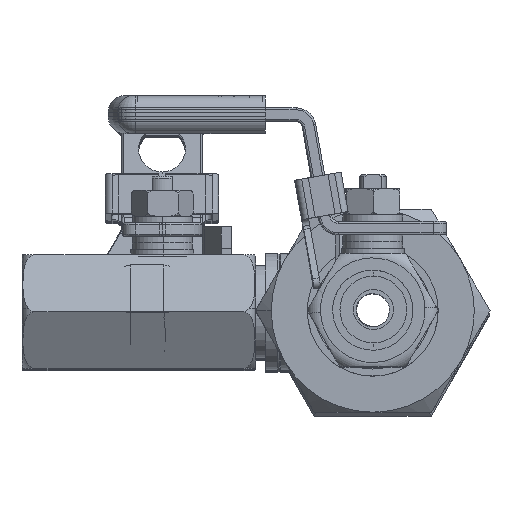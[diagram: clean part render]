
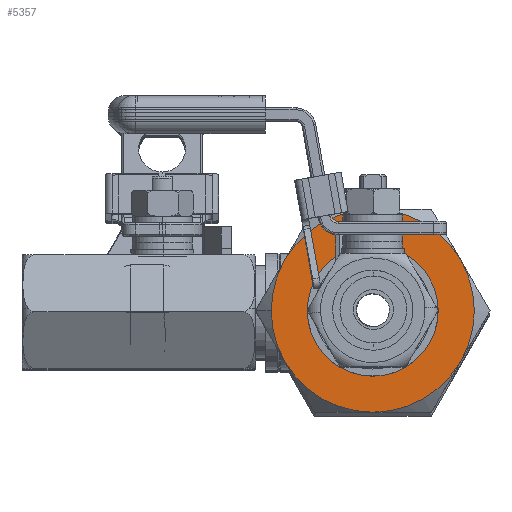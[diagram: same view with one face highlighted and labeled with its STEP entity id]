
A CAD part, top view. The second image highlights one B-rep face of the part: STEP entity #5357.
In plain terms, the highlighted planar face has unit normal (0, 0, 1).
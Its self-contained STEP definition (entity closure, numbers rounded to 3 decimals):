
#1948 = CIRCLE ( 'NONE', #13091, 15.2 ) ;
#2040 = CARTESIAN_POINT ( 'NONE',  ( 13.164, -7.6, 23.5 ) ) ;
#2289 = ORIENTED_EDGE ( 'NONE', *, *, #29204, .T. ) ;
#2300 = EDGE_CURVE ( 'NONE', #25824, #26661, #7789, .T. ) ;
#2335 = CARTESIAN_POINT ( 'NONE',  ( 0., -15.2, 23.5 ) ) ;
#2875 = CARTESIAN_POINT ( 'NONE',  ( -15.2, 0., 23.5 ) ) ;
#3041 = EDGE_CURVE ( 'NONE', #9034, #13512, #44776, .T. ) ;
#3096 = CARTESIAN_POINT ( 'NONE',  ( -9.8, 0., 23.5 ) ) ;
#3437 = CARTESIAN_POINT ( 'NONE',  ( 0., 0., 23.5 ) ) ;
#3674 = ORIENTED_EDGE ( 'NONE', *, *, #18443, .F. ) ;
#4210 = EDGE_CURVE ( 'NONE', #40014, #9034, #1948, .T. ) ;
#5357 = ADVANCED_FACE ( 'NONE', ( #13593, #37741 ), #24257, .T. ) ;
#5929 = DIRECTION ( 'NONE',  ( 1., 0., 0. ) ) ;
#6400 = CARTESIAN_POINT ( 'NONE',  ( 0., 0., 23.5 ) ) ;
#7789 = CIRCLE ( 'NONE', #24831, 15.2 ) ;
#8543 = CARTESIAN_POINT ( 'NONE',  ( 0., 0., 23.5 ) ) ;
#8759 = CIRCLE ( 'NONE', #23564, 15.2 ) ;
#9034 = VERTEX_POINT ( 'NONE', #43507 ) ;
#9035 = DIRECTION ( 'NONE',  ( 1., 0., 0. ) ) ;
#9268 = DIRECTION ( 'NONE',  ( 0., 0., 1. ) ) ;
#9925 = EDGE_CURVE ( 'NONE', #38455, #36529, #14872, .T. ) ;
#10099 = ORIENTED_EDGE ( 'NONE', *, *, #4210, .T. ) ;
#11446 = EDGE_LOOP ( 'NONE', ( #32955, #12316 ) ) ;
#12197 = DIRECTION ( 'NONE',  ( 1., 0., 0. ) ) ;
#12316 = ORIENTED_EDGE ( 'NONE', *, *, #23881, .F. ) ;
#12520 = CARTESIAN_POINT ( 'NONE',  ( 0., 0., 23.5 ) ) ;
#13091 = AXIS2_PLACEMENT_3D ( 'NONE', #12520, #9268, #9035 ) ;
#13425 = EDGE_CURVE ( 'NONE', #22866, #40014, #8759, .T. ) ;
#13512 = VERTEX_POINT ( 'NONE', #35425 ) ;
#13593 = FACE_BOUND ( 'NONE', #11446, .T. ) ;
#14872 = CIRCLE ( 'NONE', #22990, 9.8 ) ;
#15829 = CARTESIAN_POINT ( 'NONE',  ( 9.8, 0., 23.5 ) ) ;
#15905 = ORIENTED_EDGE ( 'NONE', *, *, #3041, .T. ) ;
#15942 = CARTESIAN_POINT ( 'NONE',  ( 0., 0., 23.5 ) ) ;
#16327 = EDGE_CURVE ( 'NONE', #24004, #22866, #38568, .T. ) ;
#16345 = AXIS2_PLACEMENT_3D ( 'NONE', #6400, #37952, #5929 ) ;
#18443 = EDGE_CURVE ( 'NONE', #25824, #13512, #41589, .T. ) ;
#18943 = DIRECTION ( 'NONE',  ( 0., 0., -1. ) ) ;
#19139 = CARTESIAN_POINT ( 'NONE',  ( 0., 0., 23.5 ) ) ;
#21011 = DIRECTION ( 'NONE',  ( 1., 0., 0. ) ) ;
#22122 = CARTESIAN_POINT ( 'NONE',  ( 0., 0., 23.5 ) ) ;
#22141 = CARTESIAN_POINT ( 'NONE',  ( -13.164, 7.6, 23.5 ) ) ;
#22866 = VERTEX_POINT ( 'NONE', #2335 ) ;
#22990 = AXIS2_PLACEMENT_3D ( 'NONE', #30981, #30295, #37252 ) ;
#23396 = CIRCLE ( 'NONE', #34547, 15.2 ) ;
#23564 = AXIS2_PLACEMENT_3D ( 'NONE', #34966, #41444, #21011 ) ;
#23881 = EDGE_CURVE ( 'NONE', #36529, #38455, #39570, .T. ) ;
#24004 = VERTEX_POINT ( 'NONE', #45881 ) ;
#24257 = PLANE ( 'NONE',  #16345 ) ;
#24328 = DIRECTION ( 'NONE',  ( 0., 0., 1. ) ) ;
#24831 = AXIS2_PLACEMENT_3D ( 'NONE', #3437, #24328, #28034 ) ;
#25679 = DIRECTION ( 'NONE',  ( -1., 0., 0. ) ) ;
#25824 = VERTEX_POINT ( 'NONE', #22141 ) ;
#26379 = DIRECTION ( 'NONE',  ( 1., 0., 0. ) ) ;
#26661 = VERTEX_POINT ( 'NONE', #2875 ) ;
#27098 = CARTESIAN_POINT ( 'NONE',  ( 0., 0., 23.5 ) ) ;
#28034 = DIRECTION ( 'NONE',  ( 1., 0., 0. ) ) ;
#29204 = EDGE_CURVE ( 'NONE', #26661, #24004, #23396, .T. ) ;
#30295 = DIRECTION ( 'NONE',  ( 0., 0., 1. ) ) ;
#30981 = CARTESIAN_POINT ( 'NONE',  ( 0., 0., 23.5 ) ) ;
#32955 = ORIENTED_EDGE ( 'NONE', *, *, #9925, .F. ) ;
#34547 = AXIS2_PLACEMENT_3D ( 'NONE', #8543, #36869, #26379 ) ;
#34966 = CARTESIAN_POINT ( 'NONE',  ( 0., 0., 23.5 ) ) ;
#35425 = CARTESIAN_POINT ( 'NONE',  ( 0., 15.2, 23.5 ) ) ;
#36316 = DIRECTION ( 'NONE',  ( 1., 0., 0. ) ) ;
#36529 = VERTEX_POINT ( 'NONE', #15829 ) ;
#36779 = DIRECTION ( 'NONE',  ( 0., 0., 1. ) ) ;
#36869 = DIRECTION ( 'NONE',  ( 0., 0., 1. ) ) ;
#37023 = ORIENTED_EDGE ( 'NONE', *, *, #16327, .T. ) ;
#37248 = DIRECTION ( 'NONE',  ( 0., 0., 1. ) ) ;
#37252 = DIRECTION ( 'NONE',  ( 1., 0., 0. ) ) ;
#37741 = FACE_OUTER_BOUND ( 'NONE', #41111, .T. ) ;
#37910 = ORIENTED_EDGE ( 'NONE', *, *, #13425, .T. ) ;
#37952 = DIRECTION ( 'NONE',  ( 0., 0., 1. ) ) ;
#38455 = VERTEX_POINT ( 'NONE', #3096 ) ;
#38568 = CIRCLE ( 'NONE', #44467, 15.2 ) ;
#39376 = AXIS2_PLACEMENT_3D ( 'NONE', #15942, #18943, #25679 ) ;
#39570 = CIRCLE ( 'NONE', #45505, 9.8 ) ;
#40014 = VERTEX_POINT ( 'NONE', #2040 ) ;
#40574 = DIRECTION ( 'NONE',  ( 0., 0., 1. ) ) ;
#41111 = EDGE_LOOP ( 'NONE', ( #10099, #15905, #3674, #45593, #2289, #37023, #37910 ) ) ;
#41444 = DIRECTION ( 'NONE',  ( 0., 0., 1. ) ) ;
#41589 = CIRCLE ( 'NONE', #39376, 15.2 ) ;
#43507 = CARTESIAN_POINT ( 'NONE',  ( 13.164, 7.6, 23.5 ) ) ;
#44284 = DIRECTION ( 'NONE',  ( 1., 0., 0. ) ) ;
#44467 = AXIS2_PLACEMENT_3D ( 'NONE', #22122, #36779, #36316 ) ;
#44776 = CIRCLE ( 'NONE', #45544, 15.2 ) ;
#45505 = AXIS2_PLACEMENT_3D ( 'NONE', #27098, #40574, #44284 ) ;
#45544 = AXIS2_PLACEMENT_3D ( 'NONE', #19139, #37248, #12197 ) ;
#45593 = ORIENTED_EDGE ( 'NONE', *, *, #2300, .T. ) ;
#45881 = CARTESIAN_POINT ( 'NONE',  ( -13.164, -7.6, 23.5 ) ) ;
